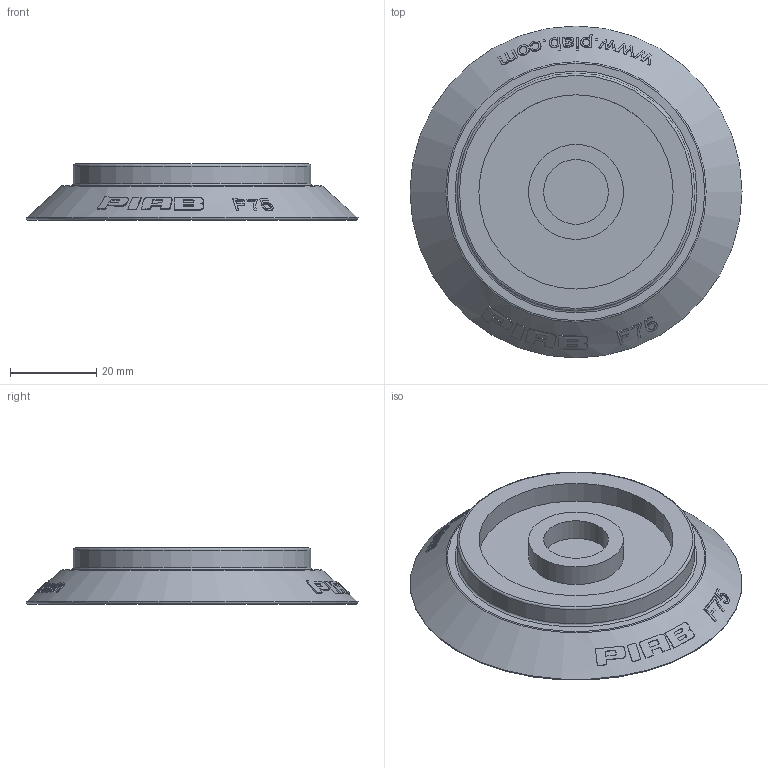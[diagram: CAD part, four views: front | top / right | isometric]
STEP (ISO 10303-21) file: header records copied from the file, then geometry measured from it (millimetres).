
FILE_DESCRIPTION( ( 'Unknown' ), '1' );
FILE_NAME( 'ISM-3150131.stp', 'Unknown', ( 'Unknown' ), ( 'Unknown' ), 'PSStep 17.0.49', 'Unknown', ' ' );
FILE_SCHEMA( ( 'AUTOMOTIVE_DESIGN { 1 0 10303 214 1 1 1 1 }' ) );
Length unit declared in the file: millimetre
Products named in the file (1): 1
Bounding box: 76.88 x 76.88 x 13 mm (x, y, z)
Volume: 35011.8 mm3; surface area: 12126.1 mm2
Topology: 1 solids, 1 shells, 298 faces, 789 edges, 525 vertices
Faces by surface type: bspline 253, cone 29, plane 8, cylinder 4, torus 4
Full cylindrical faces by diameter (mm): 15 x1, 22 x1, 45 x1, 55 x1
Entity records: 17099 total; most frequent: CARTESIAN_POINT 9165, ORIENTED_EDGE 1558, EDGE_CURVE 779, B_SPLINE_CURVE_WITH_KNOTS 547, VERTEX_POINT 524, EDGE_LOOP 339, DIRECTION 338, FACE_OUTER_BOUND 306
